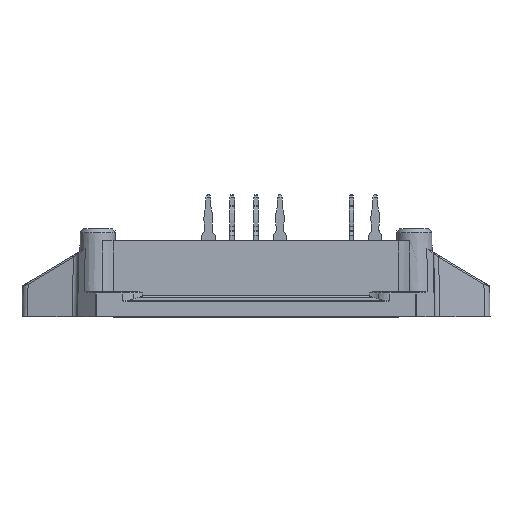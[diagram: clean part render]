
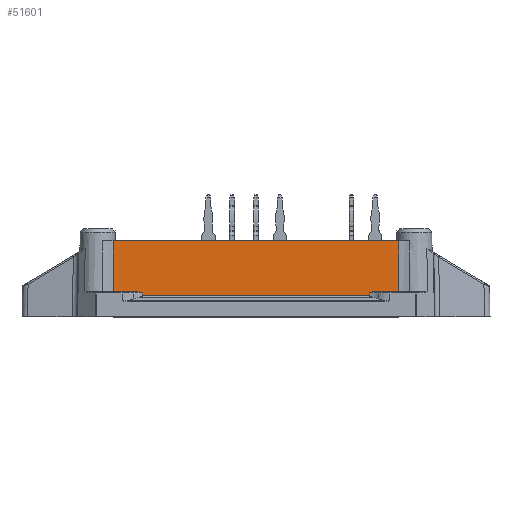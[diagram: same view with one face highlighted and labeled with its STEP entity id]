
A CAD part, front view. The second image highlights one B-rep face of the part: STEP entity #51601.
In plain terms, the highlighted planar face has unit normal (0, -1, 0.018).
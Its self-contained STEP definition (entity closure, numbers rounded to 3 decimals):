
#2809=B_SPLINE_CURVE_WITH_KNOTS('',3,(#71393,#71394,#71395,#71396),
 .UNSPECIFIED.,.F.,.F.,(4,4),(0.,0.001),
 .UNSPECIFIED.);
#2810=B_SPLINE_CURVE_WITH_KNOTS('',3,(#71401,#71402,#71403,#71404),
 .UNSPECIFIED.,.F.,.F.,(4,4),(0.001,0.001),
 .UNSPECIFIED.);
#2811=B_SPLINE_CURVE_WITH_KNOTS('',3,(#71406,#71407,#71408,#71409,#71410,
#71411,#71412),.UNSPECIFIED.,.F.,.F.,(4,1,1,1,4),(0.,
0.,0.,0.,0.001),
 .UNSPECIFIED.);
#2812=B_SPLINE_CURVE_WITH_KNOTS('',3,(#71416,#71417,#71418,#71419),
 .UNSPECIFIED.,.F.,.F.,(4,4),(0.,0.007),
 .UNSPECIFIED.);
#2813=B_SPLINE_CURVE_WITH_KNOTS('',3,(#71420,#71421,#71422,#71423),
 .UNSPECIFIED.,.F.,.F.,(4,4),(0.,0.007),.UNSPECIFIED.);
#2814=B_SPLINE_CURVE_WITH_KNOTS('',3,(#71427,#71428,#71429,#71430,#71431,
#71432),.UNSPECIFIED.,.F.,.F.,(4,1,1,4),(0.,0.,0.001,
0.001),.UNSPECIFIED.);
#4353=ORIENTED_EDGE('',*,*,#15265,.T.);
#4354=ORIENTED_EDGE('',*,*,#15266,.T.);
#4355=ORIENTED_EDGE('',*,*,#15267,.T.);
#4356=ORIENTED_EDGE('',*,*,#15268,.T.);
#4357=ORIENTED_EDGE('',*,*,#15269,.F.);
#4358=ORIENTED_EDGE('',*,*,#15270,.T.);
#4359=ORIENTED_EDGE('',*,*,#14786,.T.);
#4360=ORIENTED_EDGE('',*,*,#15271,.T.);
#4361=ORIENTED_EDGE('',*,*,#15272,.T.);
#4362=ORIENTED_EDGE('',*,*,#15273,.T.);
#14786=EDGE_CURVE('',#20263,#20262,#23346,.F.);
#15265=EDGE_CURVE('',#20705,#20706,#2809,.T.);
#15266=EDGE_CURVE('',#20706,#20707,#23561,.F.);
#15267=EDGE_CURVE('',#20707,#20708,#2810,.T.);
#15268=EDGE_CURVE('',#20708,#20709,#2811,.T.);
#15269=EDGE_CURVE('',#20710,#20709,#23562,.F.);
#15270=EDGE_CURVE('',#20710,#20263,#2812,.T.);
#15271=EDGE_CURVE('',#20262,#20711,#2813,.T.);
#15272=EDGE_CURVE('',#20711,#20712,#23563,.F.);
#15273=EDGE_CURVE('',#20712,#20705,#2814,.T.);
#20262=VERTEX_POINT('',#70099);
#20263=VERTEX_POINT('',#70101);
#20705=VERTEX_POINT('',#71397);
#20706=VERTEX_POINT('',#71398);
#20707=VERTEX_POINT('',#71400);
#20708=VERTEX_POINT('',#71405);
#20709=VERTEX_POINT('',#71413);
#20710=VERTEX_POINT('',#71415);
#20711=VERTEX_POINT('',#71424);
#20712=VERTEX_POINT('',#71426);
#23346=LINE('',#70100,#26766);
#23561=LINE('',#71399,#26981);
#23562=LINE('',#71414,#26982);
#23563=LINE('',#71425,#26983);
#26766=VECTOR('',#58557,1000.);
#26981=VECTOR('',#59220,1000.);
#26982=VECTOR('',#59221,1000.);
#26983=VECTOR('',#59222,1000.);
#30045=EDGE_LOOP('',(#4353,#4354,#4355,#4356,#4357,#4358,#4359,#4360,#4361,
#4362));
#32441=FACE_BOUND('',#30045,.T.);
#34723=PLANE('',#54319);
#51601=ADVANCED_FACE('',(#32441),#34723,.T.);
#54319=AXIS2_PLACEMENT_3D('',#71392,#59218,#59219);
#58557=DIRECTION('',(1.,0.,0.));
#59218=DIRECTION('',(0.,-1.,0.017));
#59219=DIRECTION('',(0.,0.017,1.));
#59220=DIRECTION('',(-1.,0.,0.));
#59221=DIRECTION('',(1.,0.,0.));
#59222=DIRECTION('',(-1.,0.,0.));
#70099=CARTESIAN_POINT('',(-19.154,-16.103,10.2));
#70100=CARTESIAN_POINT('',(-26.5,-16.103,10.2));
#70101=CARTESIAN_POINT('',(19.154,-16.103,10.2));
#71392=CARTESIAN_POINT('',(-26.5,-16.23,2.9));
#71393=CARTESIAN_POINT('',(-15.277,-16.225,3.203));
#71394=CARTESIAN_POINT('',(-15.277,-16.227,3.076));
#71395=CARTESIAN_POINT('',(-15.277,-16.229,2.949));
#71396=CARTESIAN_POINT('',(-15.277,-16.231,2.822));
#71397=CARTESIAN_POINT('',(-15.277,-16.225,3.203));
#71398=CARTESIAN_POINT('',(-15.277,-16.231,2.822));
#71399=CARTESIAN_POINT('',(15.276,-16.231,2.822));
#71400=CARTESIAN_POINT('',(15.277,-16.231,2.822));
#71401=CARTESIAN_POINT('',(15.277,-16.231,2.822));
#71402=CARTESIAN_POINT('',(15.277,-16.229,2.949));
#71403=CARTESIAN_POINT('',(15.277,-16.227,3.076));
#71404=CARTESIAN_POINT('',(15.277,-16.225,3.203));
#71405=CARTESIAN_POINT('',(15.277,-16.225,3.203));
#71406=CARTESIAN_POINT('',(15.277,-16.225,3.203));
#71407=CARTESIAN_POINT('',(15.277,-16.224,3.233));
#71408=CARTESIAN_POINT('',(15.331,-16.223,3.273));
#71409=CARTESIAN_POINT('',(15.431,-16.223,3.319));
#71410=CARTESIAN_POINT('',(15.627,-16.222,3.377));
#71411=CARTESIAN_POINT('',(15.794,-16.221,3.4));
#71412=CARTESIAN_POINT('',(15.909,-16.221,3.4));
#71413=CARTESIAN_POINT('',(15.909,-16.221,3.4));
#71414=CARTESIAN_POINT('',(-26.5,-16.221,3.4));
#71415=CARTESIAN_POINT('',(19.136,-16.221,3.4));
#71416=CARTESIAN_POINT('',(19.136,-16.221,3.4));
#71417=CARTESIAN_POINT('',(19.142,-16.182,5.667));
#71418=CARTESIAN_POINT('',(19.148,-16.142,7.933));
#71419=CARTESIAN_POINT('',(19.154,-16.103,10.2));
#71420=CARTESIAN_POINT('',(-19.154,-16.103,10.2));
#71421=CARTESIAN_POINT('',(-19.148,-16.142,7.933));
#71422=CARTESIAN_POINT('',(-19.142,-16.182,5.667));
#71423=CARTESIAN_POINT('',(-19.136,-16.221,3.4));
#71424=CARTESIAN_POINT('',(-19.136,-16.221,3.4));
#71425=CARTESIAN_POINT('',(-26.5,-16.221,3.4));
#71426=CARTESIAN_POINT('',(-15.909,-16.221,3.4));
#71427=CARTESIAN_POINT('',(-15.909,-16.221,3.4));
#71428=CARTESIAN_POINT('',(-15.794,-16.221,3.4));
#71429=CARTESIAN_POINT('',(-15.619,-16.222,3.378));
#71430=CARTESIAN_POINT('',(-15.415,-16.223,3.31));
#71431=CARTESIAN_POINT('',(-15.277,-16.224,3.262));
#71432=CARTESIAN_POINT('',(-15.277,-16.225,3.203));
